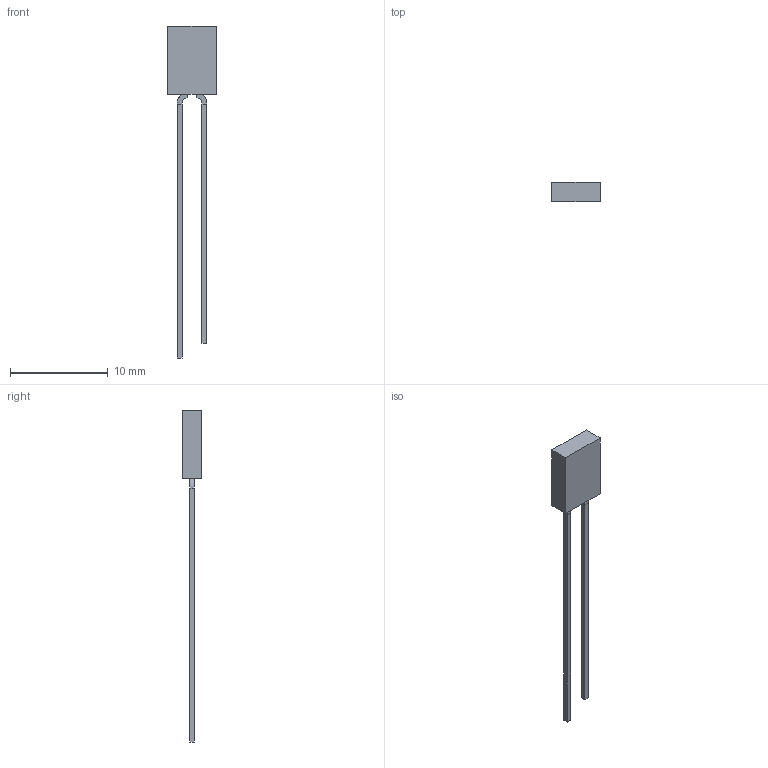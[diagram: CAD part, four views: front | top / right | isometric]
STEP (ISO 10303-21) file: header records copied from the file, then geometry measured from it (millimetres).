
FILE_DESCRIPTION(('FreeCAD Model'),'2;1');
FILE_NAME('5x2x7mm_rectangular_LED_2.54mm_lead_spacing.step','2020-03-22T19:32:16',('Author'),(''), 'Open CASCADE STEP processor 7.3','FreeCAD','Unknown');
FILE_SCHEMA(('AUTOMOTIVE_DESIGN_CC2 { 1 2 10303 214 -1 1 5 4 }'));
Length unit declared in the file: millimetre
Products named in the file (3): LED_ANODE; LED_KATHODE; LED_rect_5x2mm_BODY
Bounding box: 5 x 2 x 34.01 mm (x, y, z)
Volume: 83.3 mm3; surface area: 225.3 mm2
Topology: 3 solids, 3 shells, 26 faces, 52 edges, 32 vertices
Faces by surface type: plane 16, bspline 10
Entity records: 842 total; most frequent: CARTESIAN_POINT 313, ORIENTED_EDGE 104, DIRECTION 66, EDGE_CURVE 52, VERTEX_POINT 32, LINE 32, VECTOR 32, ADVANCED_FACE 26
